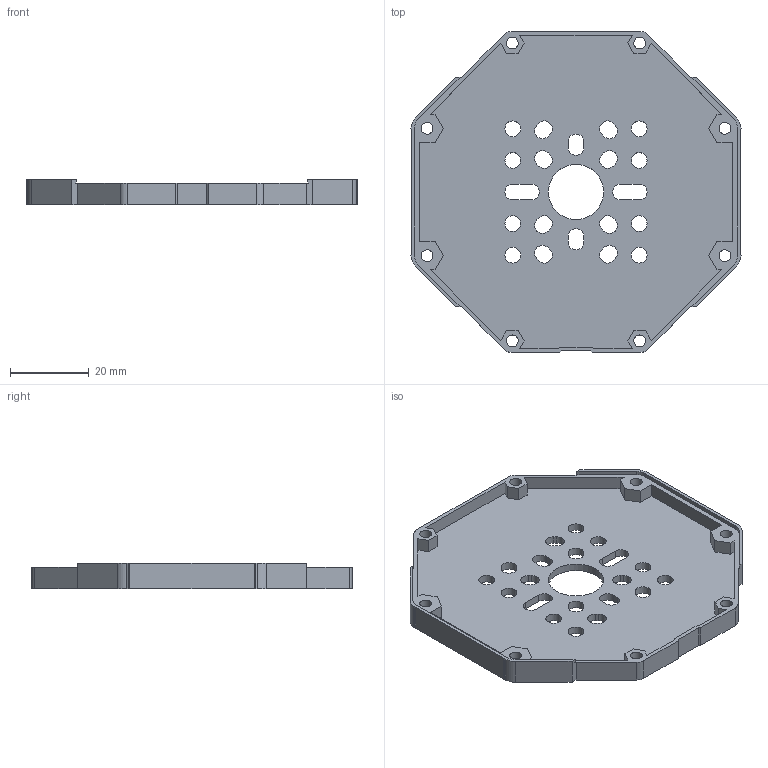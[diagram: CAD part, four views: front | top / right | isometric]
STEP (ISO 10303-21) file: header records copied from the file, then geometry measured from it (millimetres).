
FILE_DESCRIPTION(/* description */ (''),/* implementation_level */ '2;1');
FILE_NAME(/* name */ '18156c6b-b4d3-42f2-956e-21c12d2cfbfc.stp',/* time_stamp */ '2021-01-16T22:35:30+00:00',/* author */ (''),/* organization */ (''),/* preprocessor_version */ 'ST-DEVELOPER v18.1',/* originating_system */ 'Autodesk Translation Framework v9.7.1.1290',/* authorisation */ '');
FILE_SCHEMA (('AUTOMOTIVE_DESIGN { 1 0 10303 214 3 1 1 }'));
Length unit declared in the file: millimetre
Products named in the file (1): Gobilda RoverWing Mounting Plate
Bounding box: 83.7 x 81.28 x 6.5 mm (x, y, z)
Volume: 12282.7 mm3; surface area: 14190.1 mm2
Topology: 1 solids, 1 shells, 188 faces, 543 edges, 362 vertices
Faces by surface type: plane 135, cylinder 53
Full cylindrical faces by diameter (mm): 3 x8, 4 x8, 14 x1
Entity records: 6291 total; most frequent: CARTESIAN_POINT 1094, ORIENTED_EDGE 1086, DIRECTION 1027, EDGE_CURVE 543, LINE 437, VECTOR 437, VERTEX_POINT 362, AXIS2_PLACEMENT_3D 295
